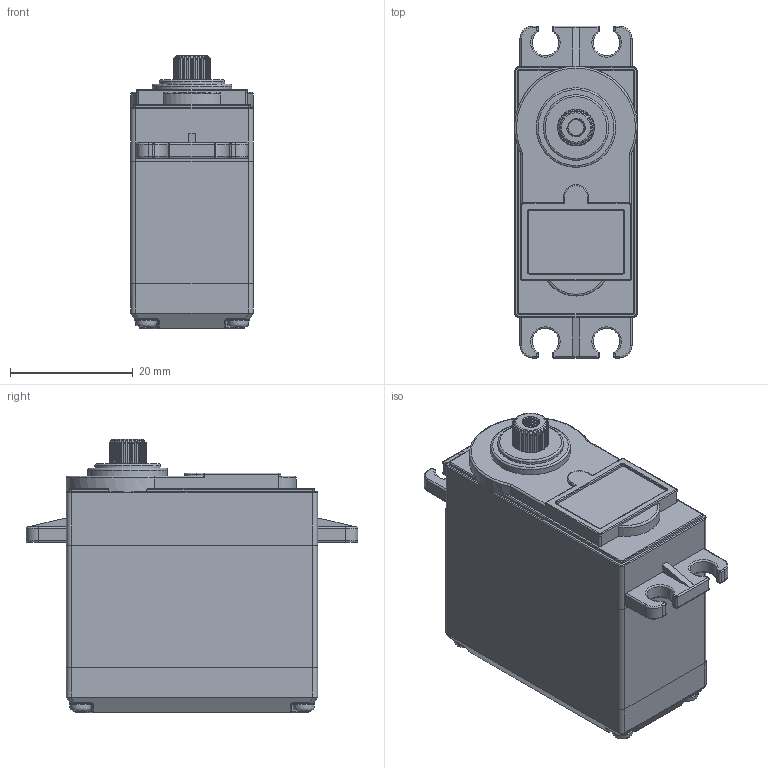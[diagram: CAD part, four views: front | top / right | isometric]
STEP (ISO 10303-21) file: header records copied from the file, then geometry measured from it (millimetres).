
FILE_DESCRIPTION(/* description */ (''),/* implementation_level */ '2;1');
FILE_NAME(/* name */ 'MG995-MG996R Servo.stp',/* time_stamp */ '2019-09-11T12:13:35+08:00',/* author */ (''),/* organization */ (''),/* preprocessor_version */ 'ST-DEVELOPER v16.7',/* originating_system */ 'SIEMENS PLM Software NX 12.0',/* authorisation */ '');
FILE_SCHEMA (('AUTOMOTIVE_DESIGN { 1 0 10303 214 3 1 1 1 }'));
Length unit declared in the file: millimetre
Products named in the file (1): MG995-MG996R Servo
Bounding box: 20 x 54.2 x 44.6 mm (x, y, z)
Volume: 28073.8 mm3; surface area: 11361.3 mm2
Topology: 8 solids, 8 shells, 892 faces, 2264 edges, 1356 vertices
Faces by surface type: cylinder 385, plane 269, bspline 118, torus 79, sphere 40, cone 1
Full cylindrical faces by diameter (mm): 2.15 x4, 6 x1, 10.7 x1, 13 x1
Entity records: 32888 total; most frequent: CARTESIAN_POINT 12467, ORIENTED_EDGE 4380, DIRECTION 4133, EDGE_CURVE 2190, AXIS2_PLACEMENT_3D 1579, VERTEX_POINT 1345, LINE 975, VECTOR 975
